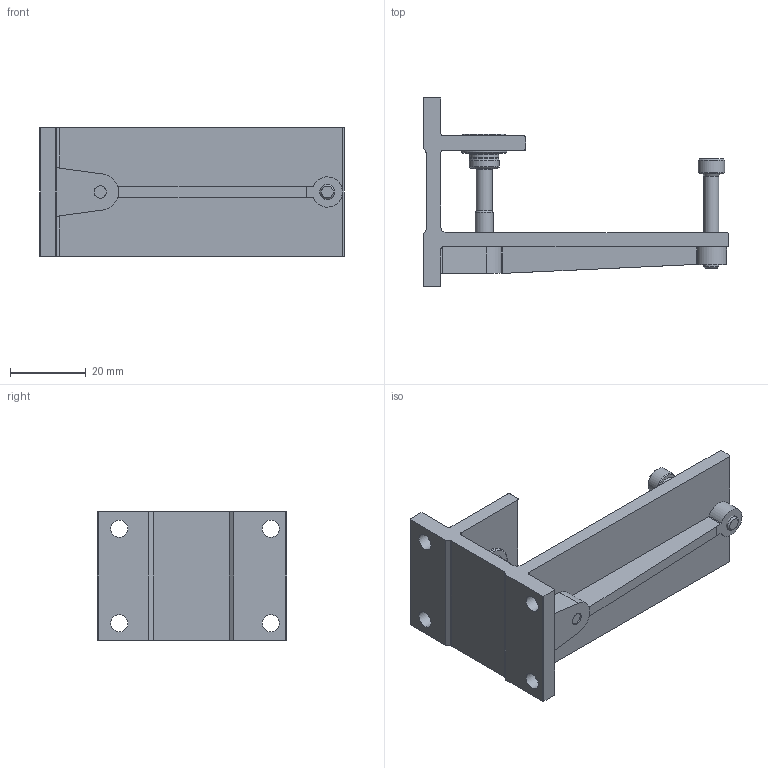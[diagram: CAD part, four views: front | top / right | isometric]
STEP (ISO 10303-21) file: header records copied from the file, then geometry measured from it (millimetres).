
FILE_DESCRIPTION(/* description */ ('STEP AP214'),/* implementation_level */ '2;1');
FILE_NAME(/* name */ '8069009_DAMH-L8-20-P-1',/* time_stamp */ '2024-08-13T14:52:26+02:00',/* author */ ('License CC BY-ND 4.0'),/* organization */ ('CADENAS'),/* preprocessor_version */ 'ST-DEVELOPER v19.3',/* originating_system */ 'PARTsolutions',/* authorisation */ ' ');
FILE_SCHEMA (('AUTOMOTIVE_DESIGN {1 0 10303 214 3 1 1}'));
Length unit declared in the file: millimetre
Products named in the file (4): 8069009 DAMH-L8-20-P-1; 4769594 DAMH-L8-20-P-1_P; 4174297 DAMH-L8-20-P-1---(B); ISO-4762 M4x25
Assembly tree (3 placements, depth 2):
  8069009 DAMH-L8-20-P-1
    4769594 DAMH-L8-20-P-1_P
    4174297 DAMH-L8-20-P-1---(B)
    ISO-4762 M4x25
Bounding box: 80.5 x 50 x 34 mm (x, y, z)
Volume: 22502.6 mm3; surface area: 13925.7 mm2
Topology: 3 solids, 3 shells, 130 faces, 325 edges, 206 vertices
Faces by surface type: plane 59, cylinder 37, cone 28, torus 6
Full cylindrical faces by diameter (mm): 3.2 x1, 3.242 x2, 4 x2, 4.2 x1, 4.5 x4, 4.7 x2, 7 x1, 7.6 x1, 8 x1, 12 x2
Entity records: 3811 total; most frequent: CARTESIAN_POINT 679, DIRECTION 648, ORIENTED_EDGE 568, EDGE_CURVE 284, AXIS2_PLACEMENT_3D 244, VERTEX_POINT 205, FACE_BOUND 189, EDGE_LOOP 188
